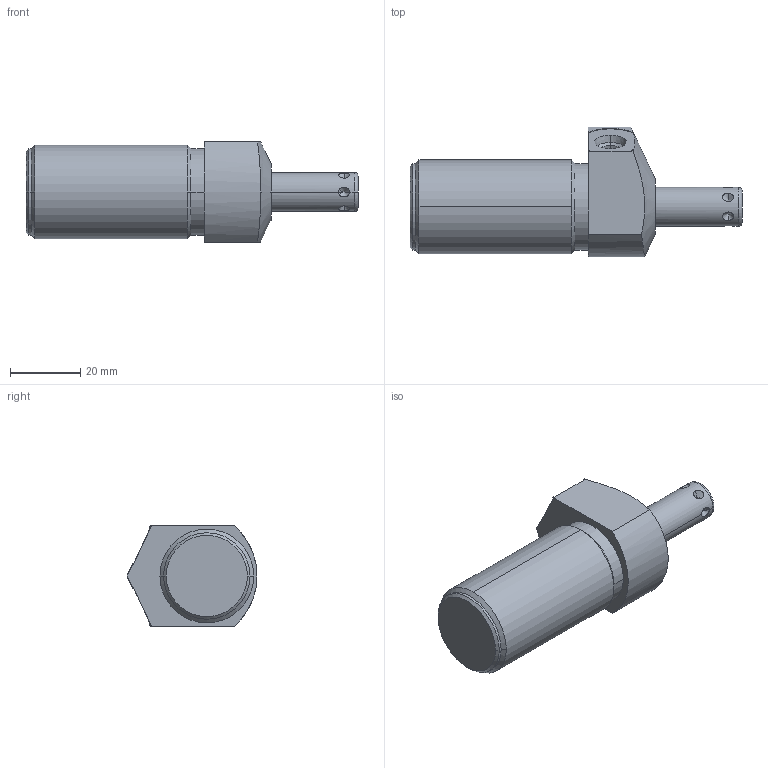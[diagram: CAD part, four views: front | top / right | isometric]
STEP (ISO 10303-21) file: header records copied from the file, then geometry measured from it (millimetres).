
FILE_DESCRIPTION((''),'2;1');
FILE_NAME('ILC14020501S','2018-01-17T',('jdw'),(''),'PRO/ENGINEER BY PARAMETRIC TECHNOLOGY CORPORATION, 2013320','PRO/ENGINEER BY PARAMETRIC TECHNOLOGY CORPORATION, 2013320','');
FILE_SCHEMA(('AUTOMOTIVE_DESIGN { 1 0 10303 214 1 1 1 1 }'));
Length unit declared in the file: inch
Products named in the file (1): ILC14020501S
Bounding box: 94.64 x 37.06 x 28.57 mm (x, y, z)
Volume: 44361.6 mm3; surface area: 9498.1 mm2
Topology: 1 solids, 2 shells, 72 faces, 180 edges, 106 vertices
Faces by surface type: cone 30, cylinder 23, plane 17, torus 2
Entity records: 3084 total; most frequent: CARTESIAN_POINT 646, DIRECTION 349, ORIENTED_EDGE 328, PRESENTATION_STYLE_ASSIGNMENT 177, STYLED_ITEM 168, CURVE_STYLE 166, EDGE_CURVE 166, AXIS2_PLACEMENT_3D 140
